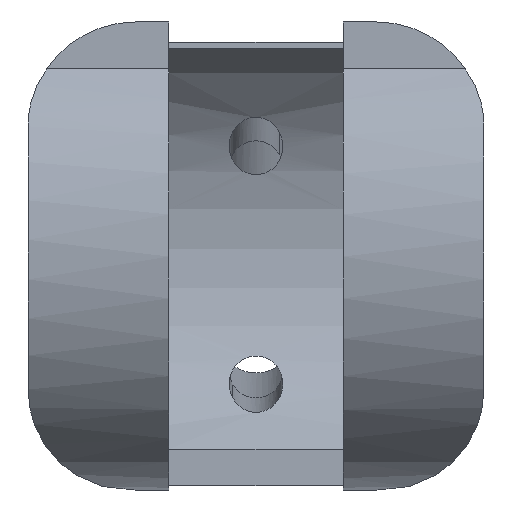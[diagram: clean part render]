
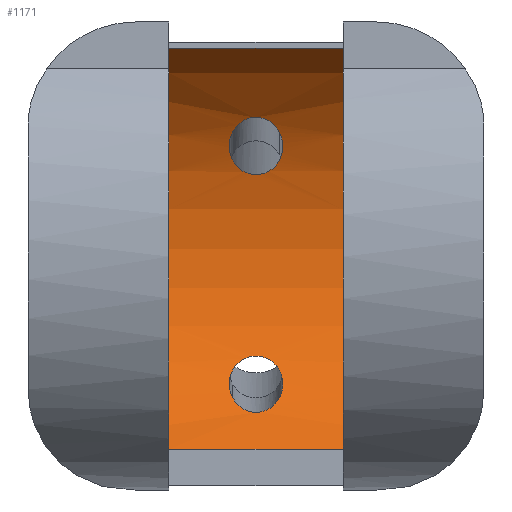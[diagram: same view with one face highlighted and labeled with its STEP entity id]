
A CAD part, front view. The second image highlights one B-rep face of the part: STEP entity #1171.
In plain terms, the highlighted cylindrical face has radius 9 mm (diameter 18 mm), a partial arc.
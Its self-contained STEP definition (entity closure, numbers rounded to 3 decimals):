
#98=CARTESIAN_POINT('Control Point',(-0.878,-7.912,3.454)) ;
#99=CARTESIAN_POINT('Control Point',(-0.997,-7.731,3.685)) ;
#100=CARTESIAN_POINT('Control Point',(-1.044,-7.542,3.946)) ;
#101=CARTESIAN_POINT('Control Point',(-1.025,-7.363,4.22)) ;
#102=CARTESIAN_POINT('Control Point',(-0.831,-7.104,4.67)) ;
#103=CARTESIAN_POINT('Control Point',(-0.399,-6.962,4.949)) ;
#104=CARTESIAN_POINT('Control Point',(-0.196,-6.93,5.016)) ;
#105=CARTESIAN_POINT('Control Point',(0.206,-6.923,5.028)) ;
#106=CARTESIAN_POINT('Control Point',(0.557,-7.01,4.857)) ;
#107=CARTESIAN_POINT('Control Point',(0.695,-7.07,4.74)) ;
#108=CARTESIAN_POINT('Control Point',(0.802,-7.144,4.605)) ;
#109=CARTESIAN_POINT('Control Point',(0.878,-7.229,4.461)) ;
#110=CARTESIAN_POINT('Vertex',(-0.878,-7.912,3.454)) ;
#112=CARTESIAN_POINT('Vertex',(0.878,-7.229,4.461)) ;
#526=CARTESIAN_POINT('Vertex',(-3.25,-10.,1.517)) ;
#529=CARTESIAN_POINT('Axis2P3D Location',(-3.25,-15.,9.)) ;
#533=CARTESIAN_POINT('Vertex',(-3.25,-10.,16.483)) ;
#586=CARTESIAN_POINT('Line Origine',(0.,-10.,16.483)) ;
#590=CARTESIAN_POINT('Vertex',(3.25,-10.,16.483)) ;
#734=CARTESIAN_POINT('Vertex',(3.25,-10.,1.517)) ;
#737=CARTESIAN_POINT('Line Origine',(0.,-10.,1.517)) ;
#814=CARTESIAN_POINT('Control Point',(0.878,-7.115,13.339)) ;
#815=CARTESIAN_POINT('Control Point',(0.818,-7.18,13.457)) ;
#816=CARTESIAN_POINT('Control Point',(0.74,-7.243,13.567)) ;
#817=CARTESIAN_POINT('Control Point',(0.645,-7.303,13.666)) ;
#818=CARTESIAN_POINT('Control Point',(0.464,-7.387,13.8)) ;
#819=CARTESIAN_POINT('Control Point',(0.245,-7.436,13.878)) ;
#820=CARTESIAN_POINT('Control Point',(0.159,-7.449,13.898)) ;
#821=CARTESIAN_POINT('Control Point',(-0.038,-7.462,13.918)) ;
#822=CARTESIAN_POINT('Control Point',(-0.234,-7.441,13.885)) ;
#823=CARTESIAN_POINT('Control Point',(-0.337,-7.419,13.851)) ;
#824=CARTESIAN_POINT('Control Point',(-0.557,-7.35,13.742)) ;
#825=CARTESIAN_POINT('Control Point',(-0.729,-7.251,13.58)) ;
#826=CARTESIAN_POINT('Control Point',(-0.81,-7.19,13.475)) ;
#827=CARTESIAN_POINT('Control Point',(-0.968,-7.033,13.196)) ;
#828=CARTESIAN_POINT('Control Point',(-1.022,-6.874,12.878)) ;
#829=CARTESIAN_POINT('Control Point',(-1.017,-6.784,12.683)) ;
#830=CARTESIAN_POINT('Control Point',(-0.968,-6.702,12.49)) ;
#831=CARTESIAN_POINT('Control Point',(-0.878,-6.632,12.314)) ;
#832=CARTESIAN_POINT('Vertex',(0.878,-7.115,13.339)) ;
#834=CARTESIAN_POINT('Vertex',(-0.878,-6.632,12.314)) ;
#907=CARTESIAN_POINT('Control Point',(0.878,-7.115,13.339)) ;
#908=CARTESIAN_POINT('Control Point',(0.939,-7.048,13.218)) ;
#909=CARTESIAN_POINT('Control Point',(0.981,-6.98,13.089)) ;
#910=CARTESIAN_POINT('Control Point',(1.005,-6.913,12.954)) ;
#911=CARTESIAN_POINT('Control Point',(1.013,-6.755,12.62)) ;
#912=CARTESIAN_POINT('Control Point',(0.898,-6.62,12.292)) ;
#913=CARTESIAN_POINT('Control Point',(0.785,-6.553,12.112)) ;
#914=CARTESIAN_POINT('Control Point',(0.527,-6.471,11.877)) ;
#915=CARTESIAN_POINT('Control Point',(0.194,-6.437,11.771)) ;
#916=CARTESIAN_POINT('Control Point',(0.062,-6.431,11.753)) ;
#917=CARTESIAN_POINT('Control Point',(-0.256,-6.436,11.766)) ;
#918=CARTESIAN_POINT('Control Point',(-0.545,-6.481,11.904)) ;
#919=CARTESIAN_POINT('Control Point',(-0.688,-6.52,12.021)) ;
#920=CARTESIAN_POINT('Control Point',(-0.799,-6.572,12.161)) ;
#921=CARTESIAN_POINT('Control Point',(-0.878,-6.632,12.314)) ;
#1032=CARTESIAN_POINT('Axis2P3D Location',(3.25,-15.,9.)) ;
#1132=CARTESIAN_POINT('Axis2P3D Location',(0.,-15.,9.)) ;
#1144=CARTESIAN_POINT('Control Point',(-0.878,-7.912,3.454)) ;
#1145=CARTESIAN_POINT('Control Point',(-0.818,-8.002,3.339)) ;
#1146=CARTESIAN_POINT('Control Point',(-0.741,-8.089,3.232)) ;
#1147=CARTESIAN_POINT('Control Point',(-0.647,-8.172,3.134)) ;
#1148=CARTESIAN_POINT('Control Point',(-0.465,-8.289,3.002)) ;
#1149=CARTESIAN_POINT('Control Point',(-0.239,-8.359,2.925)) ;
#1150=CARTESIAN_POINT('Control Point',(-0.151,-8.377,2.906)) ;
#1151=CARTESIAN_POINT('Control Point',(0.05,-8.393,2.889)) ;
#1152=CARTESIAN_POINT('Control Point',(0.248,-8.36,2.924)) ;
#1153=CARTESIAN_POINT('Control Point',(0.35,-8.328,2.959)) ;
#1154=CARTESIAN_POINT('Control Point',(0.57,-8.23,3.068)) ;
#1155=CARTESIAN_POINT('Control Point',(0.736,-8.094,3.226)) ;
#1156=CARTESIAN_POINT('Control Point',(0.815,-8.01,3.328)) ;
#1157=CARTESIAN_POINT('Control Point',(0.969,-7.795,3.599)) ;
#1158=CARTESIAN_POINT('Control Point',(1.021,-7.575,3.906)) ;
#1159=CARTESIAN_POINT('Control Point',(1.017,-7.449,4.095)) ;
#1160=CARTESIAN_POINT('Control Point',(0.97,-7.331,4.285)) ;
#1161=CARTESIAN_POINT('Control Point',(0.878,-7.229,4.461)) ;
#530=DIRECTION('Axis2P3D Direction',(1.,0.,0.)) ;
#587=DIRECTION('Vector Direction',(-1.,0.,0.)) ;
#738=DIRECTION('Vector Direction',(-1.,0.,0.)) ;
#1033=DIRECTION('Axis2P3D Direction',(1.,0.,0.)) ;
#1133=DIRECTION('Axis2P3D Direction',(1.,0.,0.)) ;
#1134=DIRECTION('Axis2P3D XDirection',(0.,0.556,-0.831)) ;
#531=AXIS2_PLACEMENT_3D('Circle Axis2P3D',#529,#530,$) ;
#1034=AXIS2_PLACEMENT_3D('Circle Axis2P3D',#1032,#1033,$) ;
#1135=AXIS2_PLACEMENT_3D('Cylinder Axis2P3D',#1132,#1133,#1134) ;
#1138=ORIENTED_EDGE('',*,*,#741,.F.) ;
#1139=ORIENTED_EDGE('',*,*,#1036,.T.) ;
#1140=ORIENTED_EDGE('',*,*,#592,.T.) ;
#1141=ORIENTED_EDGE('',*,*,#535,.F.) ;
#1164=ORIENTED_EDGE('',*,*,#1162,.F.) ;
#1165=ORIENTED_EDGE('',*,*,#114,.T.) ;
#1168=ORIENTED_EDGE('',*,*,#836,.F.) ;
#1169=ORIENTED_EDGE('',*,*,#922,.T.) ;
#1166=FACE_BOUND('',#1163,.T.) ;
#1170=FACE_BOUND('',#1167,.T.) ;
#588=VECTOR('Line Direction',#587,1.) ;
#739=VECTOR('Line Direction',#738,1.) ;
#1171=ADVANCED_FACE('PartBody',(#1142,#1166,#1170),#1136,.F.) ;
#97=B_SPLINE_CURVE_WITH_KNOTS('',5,(#98,#99,#100,#101,#102,#103,#104,#105,#106,#107,#108,#109),.UNSPECIFIED.,.F.,.U.,(6,3,3,6),(0.,2.239,3.674,4.975),.UNSPECIFIED.) ;
#813=B_SPLINE_CURVE_WITH_KNOTS('',5,(#814,#815,#816,#817,#818,#819,#820,#821,#822,#823,#824,#825,#826,#827,#828,#829,#830,#831),.UNSPECIFIED.,.F.,.U.,(6,3,3,3,3,6),(0.,1.043,1.667,2.434,3.452,4.936),.UNSPECIFIED.) ;
#906=B_SPLINE_CURVE_WITH_KNOTS('',5,(#907,#908,#909,#910,#911,#912,#913,#914,#915,#916,#917,#918,#919,#920,#921),.UNSPECIFIED.,.F.,.U.,(6,3,3,3,6),(0.,1.067,2.583,3.51,4.798),.UNSPECIFIED.) ;
#1143=B_SPLINE_CURVE_WITH_KNOTS('',5,(#1144,#1145,#1146,#1147,#1148,#1149,#1150,#1151,#1152,#1153,#1154,#1155,#1156,#1157,#1158,#1159,#1160,#1161),.UNSPECIFIED.,.F.,.U.,(6,3,3,3,3,6),(0.,1.113,1.748,2.526,3.602,5.181),.UNSPECIFIED.) ;
#532=CIRCLE('generated circle',#531,9.) ;
#1035=CIRCLE('generated circle',#1034,9.) ;
#1136=CYLINDRICAL_SURFACE('generated cylinder',#1135,9.) ;
#114=EDGE_CURVE('',#111,#113,#97,.T.) ;
#535=EDGE_CURVE('',#527,#534,#532,.T.) ;
#592=EDGE_CURVE('',#591,#534,#589,.T.) ;
#741=EDGE_CURVE('',#735,#527,#740,.T.) ;
#836=EDGE_CURVE('',#833,#835,#813,.T.) ;
#922=EDGE_CURVE('',#833,#835,#906,.T.) ;
#1036=EDGE_CURVE('',#735,#591,#1035,.T.) ;
#1162=EDGE_CURVE('',#111,#113,#1143,.T.) ;
#1137=EDGE_LOOP('',(#1138,#1139,#1140,#1141)) ;
#1163=EDGE_LOOP('',(#1164,#1165)) ;
#1167=EDGE_LOOP('',(#1168,#1169)) ;
#1142=FACE_OUTER_BOUND('',#1137,.T.) ;
#589=LINE('Line',#586,#588) ;
#740=LINE('Line',#737,#739) ;
#111=VERTEX_POINT('',#110) ;
#113=VERTEX_POINT('',#112) ;
#527=VERTEX_POINT('',#526) ;
#534=VERTEX_POINT('',#533) ;
#591=VERTEX_POINT('',#590) ;
#735=VERTEX_POINT('',#734) ;
#833=VERTEX_POINT('',#832) ;
#835=VERTEX_POINT('',#834) ;
